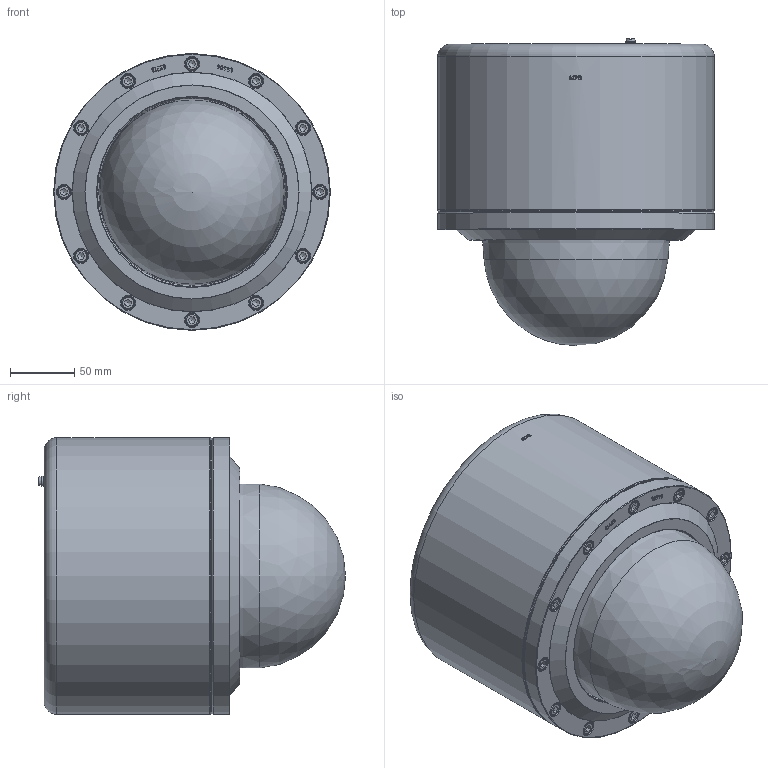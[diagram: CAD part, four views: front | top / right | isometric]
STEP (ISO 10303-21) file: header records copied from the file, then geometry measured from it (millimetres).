
FILE_DESCRIPTION(/* description */ ('1GH00030'),/* implementation_level */ '2;1');
FILE_NAME(/* name */ '240618-ET08IPP5655 MKII-AK-3D-CAD.stp',/* time_stamp */ '2024-07-01T10:27:30+02:00',/* author */ ('Alexander Kruse'),/* organization */ (''),/* preprocessor_version */ 'ST-DEVELOPER v20',/* originating_system */ 'Autodesk Inventor 2025',/* authorisation */ '');
FILE_SCHEMA (('AUTOMOTIVE_DESIGN { 1 0 10303 214 3 1 1 }'));
Length unit declared in the file: millimetre
Products named in the file (17): VA4.1K.Px1_rev.01 ; VA4.1K_rev.02; VA4.x.Px1_rev.01; VA4.x.Px1_rev.01_1; Compound VA4.x.PA2_rev.04; O-Ring 146x4,00 MVQ70; VA4.x.Px1 Passscheibe_rev.01; VA4.x.PA2 Ringmutter vers.02_rev.03; VA 3.x Gylon Flachdichtung; VA3.x Gehäuseschraubengarnitur; DIN 912 - M6 x 25; DIN 7980 - 6; 20180909_VA4_x_PS1 Kalotte_(Dome)mit Kühlung_Stand_29_8_2019; Erdungsschraube; DIN 84 - M4 x 10; AS 1237 - 4; DIN 127 - A 4
Assembly tree (27 placements, depth 4):
  VA4.1K.Px1_rev.01 
    VA4.1K_rev.02
    VA4.x.Px1_rev.01
      VA4.x.Px1_rev.01_1
      Compound VA4.x.PA2_rev.04
      O-Ring 146x4,00 MVQ70
      VA4.x.Px1 Passscheibe_rev.01
      VA4.x.PA2 Ringmutter vers.02_rev.03
      VA 3.x Gylon Flachdichtung
      VA3.x Gehäuseschraubengarnitur  x12
        DIN 912 - M6 x 25
        DIN 7980 - 6
      20180909_VA4_x_PS1 Kalotte_(Dome)mit Kühlung_Stand_29_8_2019
    Erdungsschraube
      DIN 84 - M4 x 10
      AS 1237 - 4
      DIN 127 - A 4
Bounding box: 216 x 239.69 x 216 mm (x, y, z)
Volume: 1591662.4 mm3; surface area: 542069.8 mm2
Topology: 35 solids, 35 shells, 957 faces, 2426 edges, 1598 vertices
Faces by surface type: plane 375, bspline 237, cylinder 173, cone 114, torus 56, sphere 2
Full cylindrical faces by diameter (mm): 3.242 x1, 3.621 x1, 4 x1, 4.3 x1, 4.917 x15, 5 x4, 5.9 x12, 6 x12, 6.4 x12, 6.647 x6, 8 x1, 10 x12, 11 x12, 18.376 x1, 23.376 x1, 148 x3, 150 x2, 153 x2, 154 x1, 171.5 x1, 172.84 x1, 175 x1, 175.5 x2, 180 x1, 187 x2, 189 x1, 210 x1, 215 x1, 216 x2
Entity records: 25454 total; most frequent: CARTESIAN_POINT 8003, ORIENTED_EDGE 3606, DIRECTION 2811, EDGE_CURVE 1803, VERTEX_POINT 1202, AXIS2_PLACEMENT_3D 981, LINE 849, VECTOR 849
